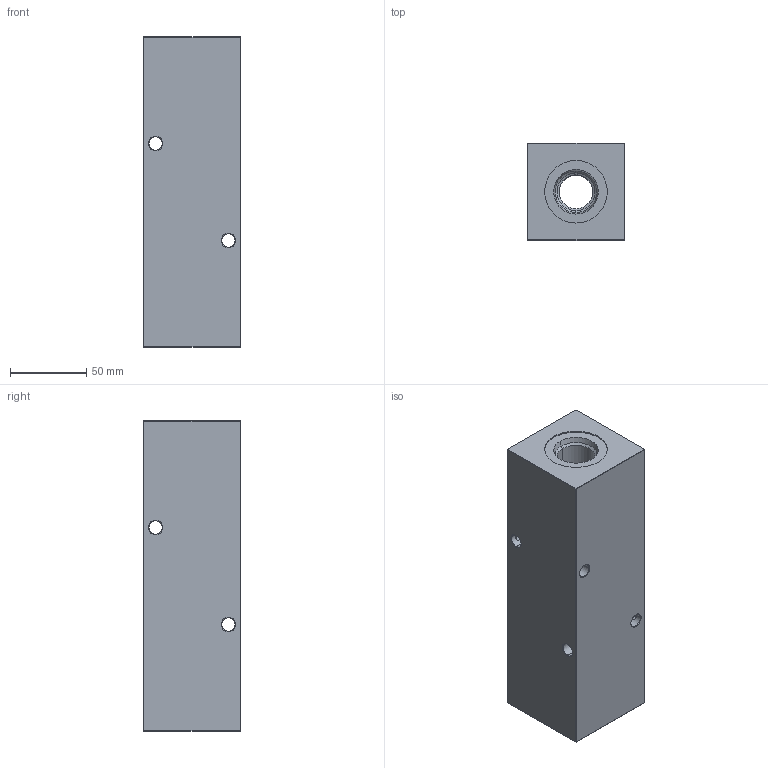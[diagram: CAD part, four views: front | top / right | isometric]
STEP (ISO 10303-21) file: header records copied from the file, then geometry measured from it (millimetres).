
FILE_DESCRIPTION (( 'STEP AP203' ), '1' );
FILE_NAME ('HM-3-90-S-12-6.STEP', '2020-11-09T22:44:51', ( '' ), ( '' ), 'SwSTEP 2.0', 'SolidWorks 2019', '' );
FILE_SCHEMA (( 'CONFIG_CONTROL_DESIGN' ));
Length unit declared in the file: inch
Products named in the file (1): HM-3-90-S-12-6
Bounding box: 63.5 x 63.5 x 203.2 mm (x, y, z)
Volume: 700802.2 mm3; surface area: 82876.4 mm2
Topology: 1 solids, 1 shells, 573 faces, 1469 edges, 944 vertices
Faces by surface type: plane 241, bspline 206, cone 64, cylinder 62
Entity records: 27597 total; most frequent: CARTESIAN_POINT 14970, ORIENTED_EDGE 2938, DIRECTION 1913, EDGE_CURVE 1469, VERTEX_POINT 944, VECTOR 869, LINE 869, EDGE_LOOP 645
